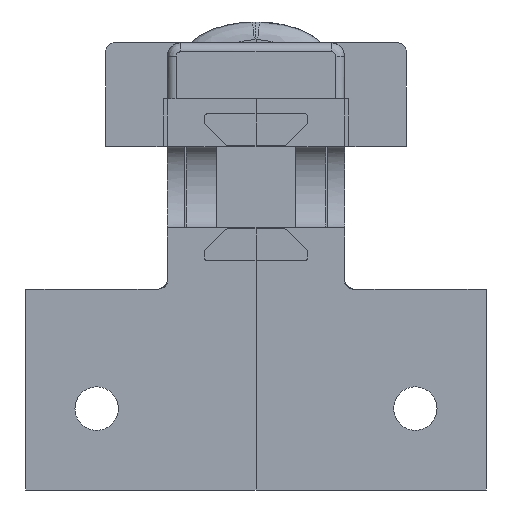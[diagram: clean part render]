
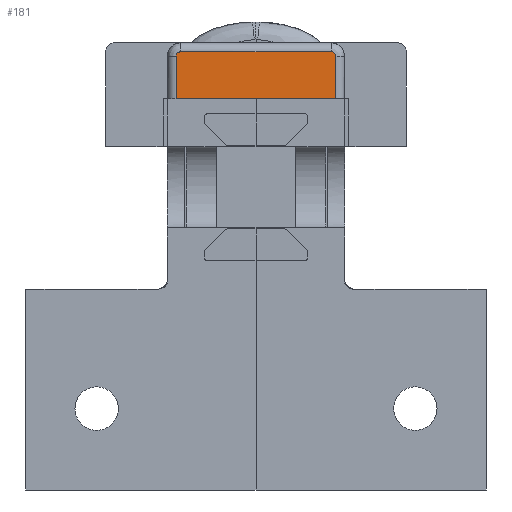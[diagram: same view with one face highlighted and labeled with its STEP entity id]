
A CAD part, left-side view. The second image highlights one B-rep face of the part: STEP entity #181.
In plain terms, the highlighted planar face has unit normal (-1, 0, 0).
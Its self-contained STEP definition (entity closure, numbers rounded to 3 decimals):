
#181=ADVANCED_FACE('',(#535),#5320,.T.);
#535=FACE_OUTER_BOUND('',#900,.T.);
#900=EDGE_LOOP('',(#1847,#1848,#1849,#1850,#1851,#1852));
#1847=ORIENTED_EDGE('',*,*,#3272,.T.);
#1848=ORIENTED_EDGE('',*,*,#3281,.T.);
#1849=ORIENTED_EDGE('',*,*,#3273,.T.);
#1850=ORIENTED_EDGE('',*,*,#2967,.F.);
#1851=ORIENTED_EDGE('',*,*,#3274,.T.);
#1852=ORIENTED_EDGE('',*,*,#3288,.T.);
#2967=EDGE_CURVE('',#4793,#4794,#3842,.T.);
#3272=EDGE_CURVE('',#5003,#5004,#3963,.T.);
#3273=EDGE_CURVE('',#5005,#4794,#3964,.T.);
#3274=EDGE_CURVE('',#4793,#5006,#3965,.T.);
#3281=EDGE_CURVE('',#5004,#5005,#4426,.T.);
#3288=EDGE_CURVE('',#5006,#5003,#4433,.T.);
#3842=B_SPLINE_CURVE_WITH_KNOTS('',1,(#9003,#9004,#9005),.UNSPECIFIED.,
 .F.,.F.,(2,1,2),(0.,9.,18.),.UNSPECIFIED.);
#3963=B_SPLINE_CURVE_WITH_KNOTS('',1,(#10014,#10015),.UNSPECIFIED.,.F.,
 .F.,(2,2),(0.,17.),.UNSPECIFIED.);
#3964=B_SPLINE_CURVE_WITH_KNOTS('',1,(#10016,#10017),.UNSPECIFIED.,.F.,
 .F.,(2,2),(0.,4.81),.UNSPECIFIED.);
#3965=B_SPLINE_CURVE_WITH_KNOTS('',1,(#10018,#10019),.UNSPECIFIED.,.F.,
 .F.,(2,2),(0.,4.81),.UNSPECIFIED.);
#4426=(
BOUNDED_CURVE()
B_SPLINE_CURVE(3,(#10040,#10041,#10042,#10043,#10044,#10045,#10046,#10047,
#10048,#10049,#10050,#10051,#10052,#10053,#10054,#10055,#10056,#10057,#10058),
 .UNSPECIFIED.,.F.,.F.)
B_SPLINE_CURVE_WITH_KNOTS((4,1,1,1,1,1,1,1,1,1,1,1,1,1,1,1,4),(-0.785,
-0.737,-0.689,-0.641,-0.592,
-0.543,-0.494,-0.443,-0.393,
-0.342,-0.291,-0.242,-0.194,
-0.145,-0.096,-0.048,0.),
 .UNSPECIFIED.)
CURVE()
GEOMETRIC_REPRESENTATION_ITEM()
RATIONAL_B_SPLINE_CURVE((1.,1.,1.,1.,1.,1.,1.,1.,
1.,1.,1.,1.,1.,1.,1.,1.,
1.,1.,1.))
REPRESENTATION_ITEM('')
);
#4433=(
BOUNDED_CURVE()
B_SPLINE_CURVE(3,(#10109,#10110,#10111,#10112,#10113,#10114,#10115,#10116,
#10117,#10118,#10119,#10120,#10121,#10122,#10123,#10124,#10125,#10126,#10127),
 .UNSPECIFIED.,.F.,.F.)
B_SPLINE_CURVE_WITH_KNOTS((4,1,1,1,1,1,1,1,1,1,1,1,1,1,1,1,4),(0.,0.048,
0.096,0.145,0.194,0.242,
0.291,0.342,0.393,0.443,
0.494,0.543,0.592,0.641,
0.689,0.737,0.785),.UNSPECIFIED.)
CURVE()
GEOMETRIC_REPRESENTATION_ITEM()
RATIONAL_B_SPLINE_CURVE((1.,1.,1.,1.,1.,1.,
1.,1.,1.,1.,1.,1.,1.,1.,1.,1.,
1.,1.,1.))
REPRESENTATION_ITEM('')
);
#4793=VERTEX_POINT('',#8509);
#4794=VERTEX_POINT('',#8510);
#5003=VERTEX_POINT('',#8719);
#5004=VERTEX_POINT('',#8720);
#5005=VERTEX_POINT('',#8721);
#5006=VERTEX_POINT('',#8722);
#5320=PLANE('',#5694);
#5694=AXIS2_PLACEMENT_3D('',#8298,#5845,$);
#5845=DIRECTION('',(-1.,0.,0.));
#8298=CARTESIAN_POINT('',(258.72,-65.621,-468.532));
#8509=CARTESIAN_POINT('',(258.72,-85.422,-468.));
#8510=CARTESIAN_POINT('',(258.72,-67.422,-468.));
#8719=CARTESIAN_POINT('',(258.72,-84.922,-462.689));
#8720=CARTESIAN_POINT('',(258.72,-67.922,-462.689));
#8721=CARTESIAN_POINT('',(258.72,-67.422,-463.189));
#8722=CARTESIAN_POINT('',(258.72,-85.422,-463.189));
#9003=CARTESIAN_POINT('',(258.72,-85.422,-468.));
#9004=CARTESIAN_POINT('',(258.72,-76.422,-468.));
#9005=CARTESIAN_POINT('',(258.72,-67.422,-468.));
#10014=CARTESIAN_POINT('',(258.72,-84.922,-462.689));
#10015=CARTESIAN_POINT('',(258.72,-67.922,-462.689));
#10016=CARTESIAN_POINT('',(258.72,-67.422,-463.189));
#10017=CARTESIAN_POINT('',(258.72,-67.422,-468.));
#10018=CARTESIAN_POINT('',(258.72,-85.422,-468.));
#10019=CARTESIAN_POINT('',(258.72,-85.422,-463.189));
#10040=CARTESIAN_POINT('',(258.72,-67.922,-462.689));
#10041=CARTESIAN_POINT('',(258.72,-67.906,-462.689));
#10042=CARTESIAN_POINT('',(258.72,-67.874,-462.691));
#10043=CARTESIAN_POINT('',(258.72,-67.826,-462.698));
#10044=CARTESIAN_POINT('',(258.72,-67.779,-462.71));
#10045=CARTESIAN_POINT('',(258.72,-67.733,-462.726));
#10046=CARTESIAN_POINT('',(258.72,-67.689,-462.747));
#10047=CARTESIAN_POINT('',(258.72,-67.646,-462.772));
#10048=CARTESIAN_POINT('',(258.72,-67.606,-462.801));
#10049=CARTESIAN_POINT('',(258.72,-67.568,-462.835));
#10050=CARTESIAN_POINT('',(258.72,-67.534,-462.873));
#10051=CARTESIAN_POINT('',(258.72,-67.504,-462.913));
#10052=CARTESIAN_POINT('',(258.72,-67.479,-462.956));
#10053=CARTESIAN_POINT('',(258.72,-67.459,-463.));
#10054=CARTESIAN_POINT('',(258.72,-67.442,-463.047));
#10055=CARTESIAN_POINT('',(258.72,-67.431,-463.094));
#10056=CARTESIAN_POINT('',(258.72,-67.424,-463.142));
#10057=CARTESIAN_POINT('',(258.72,-67.422,-463.174));
#10058=CARTESIAN_POINT('',(258.72,-67.422,-463.189));
#10109=CARTESIAN_POINT('',(258.72,-85.422,-463.189));
#10110=CARTESIAN_POINT('',(258.72,-85.422,-463.174));
#10111=CARTESIAN_POINT('',(258.72,-85.42,-463.142));
#10112=CARTESIAN_POINT('',(258.72,-85.413,-463.094));
#10113=CARTESIAN_POINT('',(258.72,-85.402,-463.047));
#10114=CARTESIAN_POINT('',(258.72,-85.386,-463.));
#10115=CARTESIAN_POINT('',(258.72,-85.365,-462.956));
#10116=CARTESIAN_POINT('',(258.72,-85.34,-462.913));
#10117=CARTESIAN_POINT('',(258.72,-85.31,-462.873));
#10118=CARTESIAN_POINT('',(258.72,-85.276,-462.835));
#10119=CARTESIAN_POINT('',(258.72,-85.239,-462.801));
#10120=CARTESIAN_POINT('',(258.72,-85.198,-462.772));
#10121=CARTESIAN_POINT('',(258.72,-85.156,-462.747));
#10122=CARTESIAN_POINT('',(258.72,-85.111,-462.726));
#10123=CARTESIAN_POINT('',(258.72,-85.065,-462.71));
#10124=CARTESIAN_POINT('',(258.72,-85.018,-462.698));
#10125=CARTESIAN_POINT('',(258.72,-84.97,-462.691));
#10126=CARTESIAN_POINT('',(258.72,-84.938,-462.689));
#10127=CARTESIAN_POINT('',(258.72,-84.922,-462.689));
